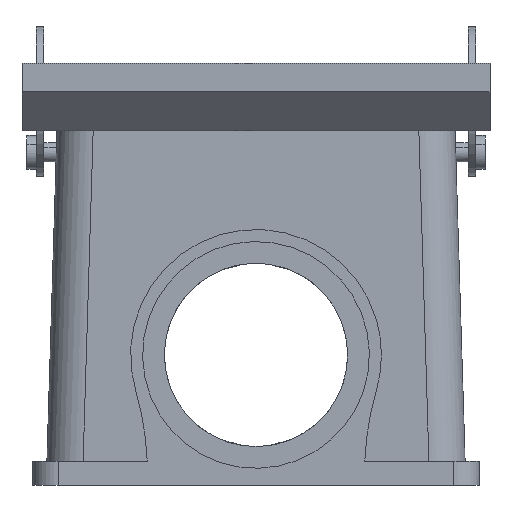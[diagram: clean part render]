
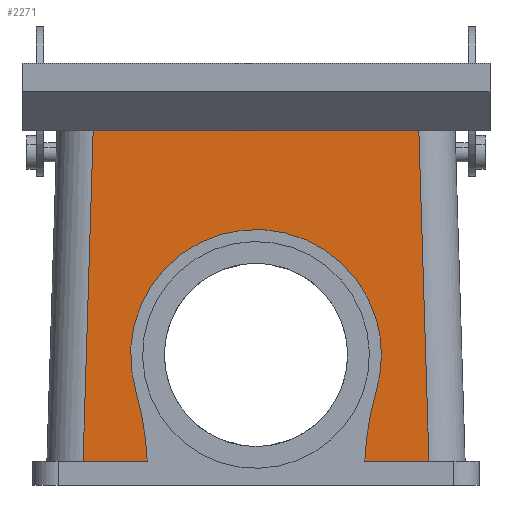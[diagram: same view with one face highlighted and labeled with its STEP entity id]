
A CAD part, front view. The second image highlights one B-rep face of the part: STEP entity #2271.
In plain terms, the highlighted planar face has unit normal (0, -1, 0).
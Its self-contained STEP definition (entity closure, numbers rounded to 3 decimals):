
#2227=AXIS2_PLACEMENT_3D('Plane Axis2P3D',#2224,#2225,#2226) ;
#2236=AXIS2_PLACEMENT_3D('Circle Axis2P3D',#2234,#2235,$) ;
#2243=AXIS2_PLACEMENT_3D('Circle Axis2P3D',#2241,#2242,$) ;
#2250=AXIS2_PLACEMENT_3D('Circle Axis2P3D',#2248,#2249,$) ;
#2257=AXIS2_PLACEMENT_3D('Circle Axis2P3D',#2255,#2256,$) ;
#843=CARTESIAN_POINT('Vertex',(84.339,19.5,5.)) ;
#846=CARTESIAN_POINT('Line Origine',(77.691,19.5,5.)) ;
#850=CARTESIAN_POINT('Vertex',(71.044,19.5,5.)) ;
#1119=CARTESIAN_POINT('Vertex',(25.956,19.5,5.)) ;
#1122=CARTESIAN_POINT('Line Origine',(19.309,19.5,5.)) ;
#1126=CARTESIAN_POINT('Vertex',(12.661,19.5,5.)) ;
#1639=CARTESIAN_POINT('Line Origine',(48.5,19.5,73.5)) ;
#1643=CARTESIAN_POINT('Vertex',(14.753,19.5,73.5)) ;
#1645=CARTESIAN_POINT('Vertex',(82.247,19.5,73.5)) ;
#2212=CARTESIAN_POINT('Line Origine',(83.342,19.5,37.635)) ;
#2224=CARTESIAN_POINT('Axis2P3D Location',(7.25,19.5,73.5)) ;
#2229=CARTESIAN_POINT('Line Origine',(13.707,19.5,39.25)) ;
#2234=CARTESIAN_POINT('Axis2P3D Location',(-34.,19.5,2.715)) ;
#2238=CARTESIAN_POINT('Vertex',(23.558,19.5,19.658)) ;
#2241=CARTESIAN_POINT('Axis2P3D Location',(48.5,19.5,27.)) ;
#2245=CARTESIAN_POINT('Vertex',(73.442,19.5,34.342)) ;
#2248=CARTESIAN_POINT('Axis2P3D Location',(48.5,19.5,27.)) ;
#2252=CARTESIAN_POINT('Vertex',(73.442,19.5,19.658)) ;
#2255=CARTESIAN_POINT('Axis2P3D Location',(131.,19.5,2.715)) ;
#847=DIRECTION('Vector Direction',(1.,0.,0.)) ;
#1123=DIRECTION('Vector Direction',(1.,0.,0.)) ;
#1640=DIRECTION('Vector Direction',(1.,0.,0.)) ;
#2213=DIRECTION('Vector Direction',(-0.031,0.,1.)) ;
#2225=DIRECTION('Axis2P3D Direction',(0.,1.,0.)) ;
#2226=DIRECTION('Axis2P3D XDirection',(1.,0.,0.)) ;
#2230=DIRECTION('Vector Direction',(0.031,0.,1.)) ;
#2235=DIRECTION('Axis2P3D Direction',(0.,1.,0.)) ;
#2242=DIRECTION('Axis2P3D Direction',(0.,1.,0.)) ;
#2249=DIRECTION('Axis2P3D Direction',(0.,1.,0.)) ;
#2256=DIRECTION('Axis2P3D Direction',(0.,1.,0.)) ;
#848=VECTOR('Line Direction',#847,1.) ;
#1124=VECTOR('Line Direction',#1123,1.) ;
#1641=VECTOR('Line Direction',#1640,1.) ;
#2214=VECTOR('Line Direction',#2213,1.) ;
#2231=VECTOR('Line Direction',#2230,1.) ;
#2261=ORIENTED_EDGE('',*,*,#2216,.T.) ;
#2262=ORIENTED_EDGE('',*,*,#1647,.F.) ;
#2263=ORIENTED_EDGE('',*,*,#2233,.T.) ;
#2264=ORIENTED_EDGE('',*,*,#1128,.T.) ;
#2265=ORIENTED_EDGE('',*,*,#2240,.F.) ;
#2266=ORIENTED_EDGE('',*,*,#2247,.T.) ;
#2267=ORIENTED_EDGE('',*,*,#2254,.T.) ;
#2268=ORIENTED_EDGE('',*,*,#2259,.F.) ;
#2269=ORIENTED_EDGE('',*,*,#852,.T.) ;
#2271=ADVANCED_FACE('Housing',(#2270),#2228,.F.) ;
#2237=CIRCLE('generated circle',#2236,60.) ;
#2244=CIRCLE('generated circle',#2243,26.) ;
#2251=CIRCLE('generated circle',#2250,26.) ;
#2258=CIRCLE('generated circle',#2257,60.) ;
#852=EDGE_CURVE('',#851,#844,#849,.T.) ;
#1128=EDGE_CURVE('',#1127,#1120,#1125,.T.) ;
#1647=EDGE_CURVE('',#1644,#1646,#1642,.T.) ;
#2216=EDGE_CURVE('',#844,#1646,#2215,.T.) ;
#2233=EDGE_CURVE('',#1644,#1127,#2232,.F.) ;
#2240=EDGE_CURVE('',#2239,#1120,#2237,.T.) ;
#2247=EDGE_CURVE('',#2239,#2246,#2244,.T.) ;
#2254=EDGE_CURVE('',#2246,#2253,#2251,.T.) ;
#2259=EDGE_CURVE('',#851,#2253,#2258,.T.) ;
#2260=EDGE_LOOP('',(#2261,#2262,#2263,#2264,#2265,#2266,#2267,#2268,#2269)) ;
#2270=FACE_OUTER_BOUND('',#2260,.T.) ;
#849=LINE('Line',#846,#848) ;
#1125=LINE('Line',#1122,#1124) ;
#1642=LINE('Line',#1639,#1641) ;
#2215=LINE('Line',#2212,#2214) ;
#2232=LINE('Line',#2229,#2231) ;
#2228=PLANE('',#2227) ;
#844=VERTEX_POINT('',#843) ;
#851=VERTEX_POINT('',#850) ;
#1120=VERTEX_POINT('',#1119) ;
#1127=VERTEX_POINT('',#1126) ;
#1644=VERTEX_POINT('',#1643) ;
#1646=VERTEX_POINT('',#1645) ;
#2239=VERTEX_POINT('',#2238) ;
#2246=VERTEX_POINT('',#2245) ;
#2253=VERTEX_POINT('',#2252) ;
